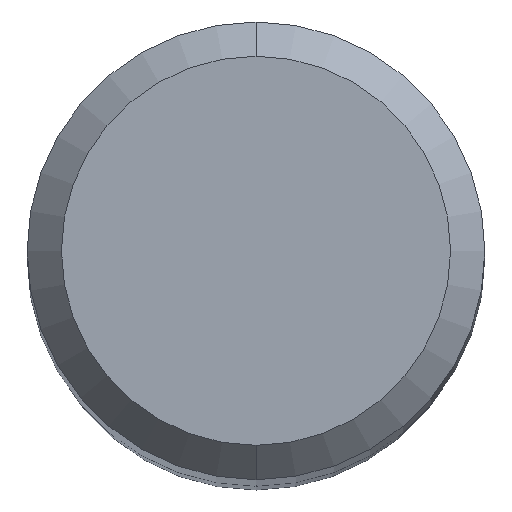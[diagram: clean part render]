
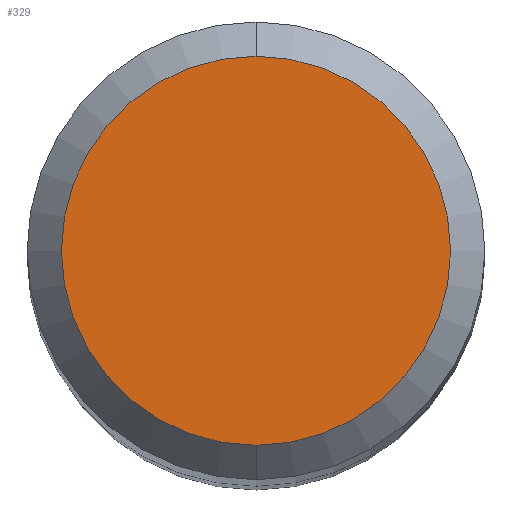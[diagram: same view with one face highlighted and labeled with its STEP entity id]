
A CAD part, top view. The second image highlights one B-rep face of the part: STEP entity #329.
In plain terms, the highlighted planar face has unit normal (0, 0, 1).
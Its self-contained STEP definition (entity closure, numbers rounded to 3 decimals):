
#271=VERTEX_POINT('',#572);
#297=EDGE_CURVE('',#271,#301,#600,.T.);
#301=VERTEX_POINT('',#604);
#329=ADVANCED_FACE('',(#634),#635,.T.);
#343=EDGE_CURVE('',#301,#271,#650,.T.);
#572=CARTESIAN_POINT('',(0.0,1.7,0.0));
#600=CIRCLE('',#1052,1.7);
#604=CARTESIAN_POINT('',(0.,-1.7,0.0));
#634=FACE_OUTER_BOUND('',#1122,.T.);
#635=PLANE('',#1123);
#650=CIRCLE('',#1181,1.7);
#1052=AXIS2_PLACEMENT_3D('',#1516,#1517,#1518);
#1122=EDGE_LOOP('',(#1555,#1556));
#1123=AXIS2_PLACEMENT_3D('',#1557,#1558,#1559);
#1181=AXIS2_PLACEMENT_3D('',#1572,#1573,#1574);
#1516=CARTESIAN_POINT('',(0.0,0.0,0.0));
#1517=DIRECTION('',(0.0,0.0,-1.0));
#1518=DIRECTION('',(0.0,1.0,0.0));
#1555=ORIENTED_EDGE('',*,*,#297,.F.);
#1556=ORIENTED_EDGE('',*,*,#343,.F.);
#1557=CARTESIAN_POINT('',(0.0,0.85,0.0));
#1558=DIRECTION('',(-0.0,0.0,1.0));
#1559=DIRECTION('',(0.0,-1.0,0.0));
#1572=CARTESIAN_POINT('',(0.0,0.0,0.0));
#1573=DIRECTION('',(0.0,0.0,-1.0));
#1574=DIRECTION('',(0.0,1.0,0.0));
